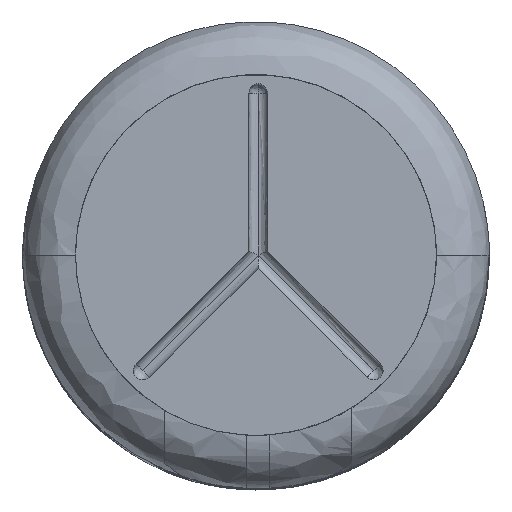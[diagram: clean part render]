
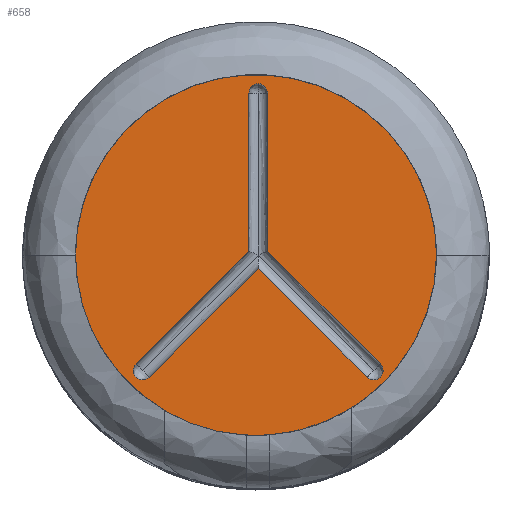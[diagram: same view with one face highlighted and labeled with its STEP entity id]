
A CAD part, top view. The second image highlights one B-rep face of the part: STEP entity #658.
In plain terms, the highlighted planar face has unit normal (0, 0, -1).
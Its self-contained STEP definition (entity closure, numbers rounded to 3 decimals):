
#462=FACE_BOUND('',#1102,.T.);
#658=ADVANCED_FACE('',(#868,#462),#3880,.T.);
#868=FACE_OUTER_BOUND('',#1101,.T.);
#1101=EDGE_LOOP('',(#1995,#1996));
#1102=EDGE_LOOP('',(#1997,#1998,#1999,#2000,#2001,#2002,#2003,#2004,#2005,
#2006,#2007,#2008));
#1995=ORIENTED_EDGE('',*,*,#2712,.F.);
#1996=ORIENTED_EDGE('',*,*,#2705,.F.);
#1997=ORIENTED_EDGE('',*,*,#2671,.F.);
#1998=ORIENTED_EDGE('',*,*,#2673,.F.);
#1999=ORIENTED_EDGE('',*,*,#2675,.F.);
#2000=ORIENTED_EDGE('',*,*,#2672,.T.);
#2001=ORIENTED_EDGE('',*,*,#2660,.T.);
#2002=ORIENTED_EDGE('',*,*,#2676,.F.);
#2003=ORIENTED_EDGE('',*,*,#2677,.T.);
#2004=ORIENTED_EDGE('',*,*,#2665,.F.);
#2005=ORIENTED_EDGE('',*,*,#2678,.F.);
#2006=ORIENTED_EDGE('',*,*,#2708,.T.);
#2007=ORIENTED_EDGE('',*,*,#2674,.F.);
#2008=ORIENTED_EDGE('',*,*,#2670,.F.);
#2660=EDGE_CURVE('',#3834,#3835,#3346,.T.);
#2665=EDGE_CURVE('',#3837,#3838,#3350,.T.);
#2670=EDGE_CURVE('',#3833,#3839,#3353,.T.);
#2671=EDGE_CURVE('',#3840,#3833,#3354,.T.);
#2672=EDGE_CURVE('',#3841,#3834,#3355,.T.);
#2673=EDGE_CURVE('',#3842,#3840,#3356,.T.);
#2674=EDGE_CURVE('',#3839,#3843,#3357,.T.);
#2675=EDGE_CURVE('',#3841,#3842,#3358,.T.);
#2676=EDGE_CURVE('',#3844,#3835,#3359,.T.);
#2677=EDGE_CURVE('',#3844,#3838,#3360,.T.);
#2678=EDGE_CURVE('',#3845,#3837,#3361,.T.);
#2705=EDGE_CURVE('',#3851,#3863,#3382,.T.);
#2708=EDGE_CURVE('',#3845,#3843,#3385,.T.);
#2712=EDGE_CURVE('',#3863,#3851,#3389,.T.);
#3346=(
BOUNDED_CURVE()
B_SPLINE_CURVE(2,(#15754,#15755,#15756),.UNSPECIFIED.,.F.,.F.)
B_SPLINE_CURVE_WITH_KNOTS((3,3),(0.,0.157),.UNSPECIFIED.)
CURVE()
GEOMETRIC_REPRESENTATION_ITEM()
RATIONAL_B_SPLINE_CURVE((1.,0.707,1.))
REPRESENTATION_ITEM('')
);
#3350=(
BOUNDED_CURVE()
B_SPLINE_CURVE(2,(#15773,#15774,#15775),.UNSPECIFIED.,.F.,.F.)
B_SPLINE_CURVE_WITH_KNOTS((3,3),(0.,0.157),.UNSPECIFIED.)
CURVE()
GEOMETRIC_REPRESENTATION_ITEM()
RATIONAL_B_SPLINE_CURVE((1.,0.707,1.))
REPRESENTATION_ITEM('')
);
#3353=(
BOUNDED_CURVE()
B_SPLINE_CURVE(2,(#15799,#15800,#15801),.UNSPECIFIED.,.F.,.F.)
B_SPLINE_CURVE_WITH_KNOTS((3,3),(0.,0.157),.UNSPECIFIED.)
CURVE()
GEOMETRIC_REPRESENTATION_ITEM()
RATIONAL_B_SPLINE_CURVE((1.,0.707,1.))
REPRESENTATION_ITEM('')
);
#3354=(
BOUNDED_CURVE()
B_SPLINE_CURVE(2,(#15802,#15803,#15804),.UNSPECIFIED.,.F.,.F.)
B_SPLINE_CURVE_WITH_KNOTS((3,3),(-0.157,0.),.UNSPECIFIED.)
CURVE()
GEOMETRIC_REPRESENTATION_ITEM()
RATIONAL_B_SPLINE_CURVE((1.,0.707,1.))
REPRESENTATION_ITEM('')
);
#3355=(
BOUNDED_CURVE()
B_SPLINE_CURVE(2,(#15805,#15806,#15807),.UNSPECIFIED.,.F.,.F.)
B_SPLINE_CURVE_WITH_KNOTS((3,3),(-0.157,0.),.UNSPECIFIED.)
CURVE()
GEOMETRIC_REPRESENTATION_ITEM()
RATIONAL_B_SPLINE_CURVE((1.,0.707,1.))
REPRESENTATION_ITEM('')
);
#3356=(
BOUNDED_CURVE()
B_SPLINE_CURVE(3,(#15808,#15809,#15810,#15811),.UNSPECIFIED.,.F.,.F.)
B_SPLINE_CURVE_WITH_KNOTS((4,4),(-1.686,0.),.UNSPECIFIED.)
CURVE()
GEOMETRIC_REPRESENTATION_ITEM()
RATIONAL_B_SPLINE_CURVE((1.,1.,1.,1.))
REPRESENTATION_ITEM('')
);
#3357=(
BOUNDED_CURVE()
B_SPLINE_CURVE(3,(#15812,#15813,#15814,#15815),.UNSPECIFIED.,.F.,.F.)
B_SPLINE_CURVE_WITH_KNOTS((4,4),(0.,1.686),.UNSPECIFIED.)
CURVE()
GEOMETRIC_REPRESENTATION_ITEM()
RATIONAL_B_SPLINE_CURVE((1.,1.,1.,1.))
REPRESENTATION_ITEM('')
);
#3358=(
BOUNDED_CURVE()
B_SPLINE_CURVE(3,(#15816,#15817,#15818,#15819),.UNSPECIFIED.,.F.,.F.)
B_SPLINE_CURVE_WITH_KNOTS((4,4),(-3.471,-1.769),
 .UNSPECIFIED.)
CURVE()
GEOMETRIC_REPRESENTATION_ITEM()
RATIONAL_B_SPLINE_CURVE((1.,1.,1.,1.))
REPRESENTATION_ITEM('')
);
#3359=(
BOUNDED_CURVE()
B_SPLINE_CURVE(3,(#15820,#15821,#15822,#15823),.UNSPECIFIED.,.F.,.F.)
B_SPLINE_CURVE_WITH_KNOTS((4,4),(1.828,3.471),
 .UNSPECIFIED.)
CURVE()
GEOMETRIC_REPRESENTATION_ITEM()
RATIONAL_B_SPLINE_CURVE((1.,1.,1.,1.))
REPRESENTATION_ITEM('')
);
#3360=(
BOUNDED_CURVE()
B_SPLINE_CURVE(3,(#15824,#15825,#15826,#15827),.UNSPECIFIED.,.F.,.F.)
B_SPLINE_CURVE_WITH_KNOTS((4,4),(1.828,3.471),
 .UNSPECIFIED.)
CURVE()
GEOMETRIC_REPRESENTATION_ITEM()
RATIONAL_B_SPLINE_CURVE((1.,1.,1.,1.))
REPRESENTATION_ITEM('')
);
#3361=(
BOUNDED_CURVE()
B_SPLINE_CURVE(2,(#15828,#15829,#15830),.UNSPECIFIED.,.F.,.F.)
B_SPLINE_CURVE_WITH_KNOTS((3,3),(-0.157,0.),.UNSPECIFIED.)
CURVE()
GEOMETRIC_REPRESENTATION_ITEM()
RATIONAL_B_SPLINE_CURVE((1.,0.707,1.))
REPRESENTATION_ITEM('')
);
#3382=(
BOUNDED_CURVE()
B_SPLINE_CURVE(2,(#15929,#15930,#15931,#15932,#15933),.UNSPECIFIED.,.F.,
 .F.)
B_SPLINE_CURVE_WITH_KNOTS((3,2,3),(-12.096,-9.072,-6.048),
 .UNSPECIFIED.)
CURVE()
GEOMETRIC_REPRESENTATION_ITEM()
RATIONAL_B_SPLINE_CURVE((1.,0.707,1.,0.707,1.))
REPRESENTATION_ITEM('')
);
#3385=(
BOUNDED_CURVE()
B_SPLINE_CURVE(3,(#15944,#15945,#15946,#15947),.UNSPECIFIED.,.F.,.F.)
B_SPLINE_CURVE_WITH_KNOTS((4,4),(-3.471,-1.769),
 .UNSPECIFIED.)
CURVE()
GEOMETRIC_REPRESENTATION_ITEM()
RATIONAL_B_SPLINE_CURVE((1.,1.,1.,1.))
REPRESENTATION_ITEM('')
);
#3389=(
BOUNDED_CURVE()
B_SPLINE_CURVE(2,(#15959,#15960,#15961,#15962,#15963),.UNSPECIFIED.,.F.,
 .F.)
B_SPLINE_CURVE_WITH_KNOTS((3,2,3),(-6.048,-3.024,0.),
 .UNSPECIFIED.)
CURVE()
GEOMETRIC_REPRESENTATION_ITEM()
RATIONAL_B_SPLINE_CURVE((1.,0.707,1.,0.707,1.))
REPRESENTATION_ITEM('')
);
#3833=VERTEX_POINT('',#15707);
#3834=VERTEX_POINT('',#15708);
#3835=VERTEX_POINT('',#15709);
#3837=VERTEX_POINT('',#15711);
#3838=VERTEX_POINT('',#15712);
#3839=VERTEX_POINT('',#15713);
#3840=VERTEX_POINT('',#15714);
#3841=VERTEX_POINT('',#15715);
#3842=VERTEX_POINT('',#15716);
#3843=VERTEX_POINT('',#15717);
#3844=VERTEX_POINT('',#15718);
#3845=VERTEX_POINT('',#15719);
#3851=VERTEX_POINT('',#15725);
#3863=VERTEX_POINT('',#15737);
#3880=PLANE('',#4091);
#4091=AXIS2_PLACEMENT_3D('',#14758,#4110,$);
#4110=DIRECTION('',(0.,0.,-1.));
#14758=CARTESIAN_POINT('',(-2.335,-2.312,11.12));
#15707=CARTESIAN_POINT('',(0.,1.828,11.12));
#15708=CARTESIAN_POINT('',(-1.303,-1.303,11.12));
#15709=CARTESIAN_POINT('',(-1.162,-1.303,11.12));
#15711=CARTESIAN_POINT('',(1.303,-1.303,11.12));
#15712=CARTESIAN_POINT('',(1.162,-1.303,11.12));
#15713=CARTESIAN_POINT('',(0.1,1.728,11.12));
#15714=CARTESIAN_POINT('',(-0.1,1.728,11.12));
#15715=CARTESIAN_POINT('',(-1.303,-1.162,11.12));
#15716=CARTESIAN_POINT('',(-0.1,0.041,11.12));
#15717=CARTESIAN_POINT('',(0.1,0.041,11.12));
#15718=CARTESIAN_POINT('',(0.,-0.141,11.12));
#15719=CARTESIAN_POINT('',(1.303,-1.162,11.12));
#15725=CARTESIAN_POINT('',(-1.949,0.,11.12));
#15737=CARTESIAN_POINT('',(1.901,0.,11.12));
#15754=CARTESIAN_POINT('',(-1.303,-1.303,11.12));
#15755=CARTESIAN_POINT('',(-1.233,-1.374,11.12));
#15756=CARTESIAN_POINT('',(-1.162,-1.303,11.12));
#15773=CARTESIAN_POINT('',(1.303,-1.303,11.12));
#15774=CARTESIAN_POINT('',(1.233,-1.374,11.12));
#15775=CARTESIAN_POINT('',(1.162,-1.303,11.12));
#15799=CARTESIAN_POINT('',(0.,1.828,11.12));
#15800=CARTESIAN_POINT('',(0.1,1.828,11.12));
#15801=CARTESIAN_POINT('',(0.1,1.728,11.12));
#15802=CARTESIAN_POINT('',(-0.1,1.728,11.12));
#15803=CARTESIAN_POINT('',(-0.1,1.828,11.12));
#15804=CARTESIAN_POINT('',(0.,1.828,11.12));
#15805=CARTESIAN_POINT('',(-1.303,-1.162,11.12));
#15806=CARTESIAN_POINT('',(-1.374,-1.233,11.12));
#15807=CARTESIAN_POINT('',(-1.303,-1.303,11.12));
#15808=CARTESIAN_POINT('',(-0.1,0.041,11.12));
#15809=CARTESIAN_POINT('',(-0.1,0.603,11.12));
#15810=CARTESIAN_POINT('',(-0.1,1.166,11.12));
#15811=CARTESIAN_POINT('',(-0.1,1.728,11.12));
#15812=CARTESIAN_POINT('',(0.1,1.728,11.12));
#15813=CARTESIAN_POINT('',(0.1,1.166,11.12));
#15814=CARTESIAN_POINT('',(0.1,0.603,11.12));
#15815=CARTESIAN_POINT('',(0.1,0.041,11.12));
#15816=CARTESIAN_POINT('',(-1.303,-1.162,11.12));
#15817=CARTESIAN_POINT('',(-0.902,-0.761,11.12));
#15818=CARTESIAN_POINT('',(-0.501,-0.36,11.12));
#15819=CARTESIAN_POINT('',(-0.1,0.041,11.12));
#15820=CARTESIAN_POINT('',(0.,-0.141,11.12));
#15821=CARTESIAN_POINT('',(-0.387,-0.529,11.12));
#15822=CARTESIAN_POINT('',(-0.775,-0.916,11.12));
#15823=CARTESIAN_POINT('',(-1.162,-1.303,11.12));
#15824=CARTESIAN_POINT('',(0.,-0.141,11.12));
#15825=CARTESIAN_POINT('',(0.387,-0.529,11.12));
#15826=CARTESIAN_POINT('',(0.775,-0.916,11.12));
#15827=CARTESIAN_POINT('',(1.162,-1.303,11.12));
#15828=CARTESIAN_POINT('',(1.303,-1.162,11.12));
#15829=CARTESIAN_POINT('',(1.374,-1.233,11.12));
#15830=CARTESIAN_POINT('',(1.303,-1.303,11.12));
#15929=CARTESIAN_POINT('',(-1.949,0.,11.12));
#15930=CARTESIAN_POINT('',(-1.949,-1.925,11.12));
#15931=CARTESIAN_POINT('',(-0.024,-1.925,11.12));
#15932=CARTESIAN_POINT('',(1.901,-1.925,11.12));
#15933=CARTESIAN_POINT('',(1.901,0.,11.12));
#15944=CARTESIAN_POINT('',(1.303,-1.162,11.12));
#15945=CARTESIAN_POINT('',(0.902,-0.761,11.12));
#15946=CARTESIAN_POINT('',(0.501,-0.36,11.12));
#15947=CARTESIAN_POINT('',(0.1,0.041,11.12));
#15959=CARTESIAN_POINT('',(1.901,0.,11.12));
#15960=CARTESIAN_POINT('',(1.901,1.925,11.12));
#15961=CARTESIAN_POINT('',(-0.024,1.925,11.12));
#15962=CARTESIAN_POINT('',(-1.949,1.925,11.12));
#15963=CARTESIAN_POINT('',(-1.949,0.,11.12));
